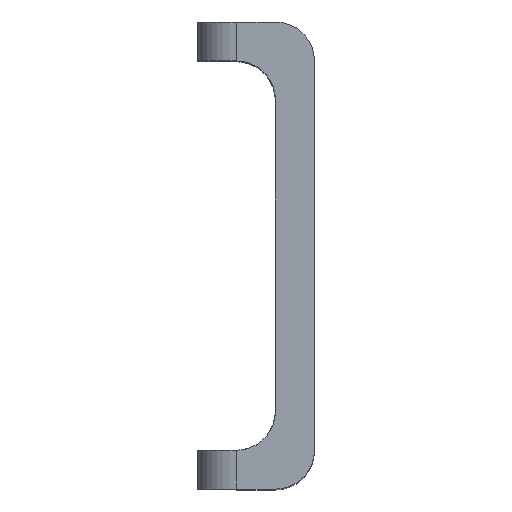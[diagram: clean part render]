
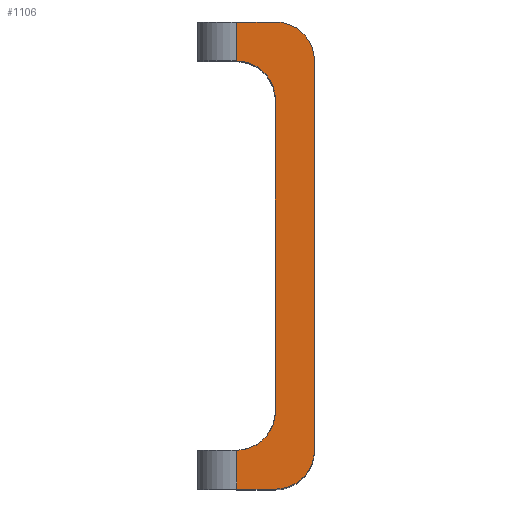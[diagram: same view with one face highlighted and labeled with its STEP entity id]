
A CAD part, top view. The second image highlights one B-rep face of the part: STEP entity #1106.
In plain terms, the highlighted planar face has unit normal (0, 0, 1).
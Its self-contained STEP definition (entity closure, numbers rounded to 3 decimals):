
#4 = AXIS2_PLACEMENT_3D ( 'NONE', #258, #208, #1021 ) ;
#78 = DIRECTION ( 'NONE',  ( 1., 0., 0. ) ) ;
#98 = ORIENTED_EDGE ( 'NONE', *, *, #1050, .F. ) ;
#107 = LINE ( 'NONE', #648, #2204 ) ;
#121 = CARTESIAN_POINT ( 'NONE',  ( 10., 10., 62. ) ) ;
#136 = ORIENTED_EDGE ( 'NONE', *, *, #739, .F. ) ;
#144 = VECTOR ( 'NONE', #2214, 1000. ) ;
#181 = VECTOR ( 'NONE', #681, 1000. ) ;
#208 = DIRECTION ( 'NONE',  ( 0., 0., 1. ) ) ;
#227 = CARTESIAN_POINT ( 'NONE',  ( 0., 0., 62. ) ) ;
#233 = DIRECTION ( 'NONE',  ( 1., 0., 0. ) ) ;
#242 = DIRECTION ( 'NONE',  ( 1., 0., 0. ) ) ;
#253 = DIRECTION ( 'NONE',  ( 0., 0., -1. ) ) ;
#258 = CARTESIAN_POINT ( 'NONE',  ( 10., 55., 62. ) ) ;
#302 = CARTESIAN_POINT ( 'NONE',  ( 10., 0., 62. ) ) ;
#327 = CARTESIAN_POINT ( 'NONE',  ( 5., -2., 62. ) ) ;
#364 = CARTESIAN_POINT ( 'NONE',  ( 10., 60., 62. ) ) ;
#370 = AXIS2_PLACEMENT_3D ( 'NONE', #1230, #253, #1638 ) ;
#421 = CARTESIAN_POINT ( 'NONE',  ( 5., 60., 62. ) ) ;
#543 = EDGE_LOOP ( 'NONE', ( #98, #1489, #760, #1150, #2163, #1626, #136, #1367, #1164, #892 ) ) ;
#544 = CARTESIAN_POINT ( 'NONE',  ( 5., -2., 62. ) ) ;
#648 = CARTESIAN_POINT ( 'NONE',  ( 0., 0., 62. ) ) ;
#655 = LINE ( 'NONE', #1820, #1668 ) ;
#681 = DIRECTION ( 'NONE',  ( 0., 1., 0. ) ) ;
#710 = EDGE_CURVE ( 'NONE', #1083, #1977, #655, .T. ) ;
#739 = EDGE_CURVE ( 'NONE', #2122, #1850, #882, .T. ) ;
#749 = VERTEX_POINT ( 'NONE', #302 ) ;
#760 = ORIENTED_EDGE ( 'NONE', *, *, #2003, .T. ) ;
#789 = LINE ( 'NONE', #2327, #2028 ) ;
#800 = CIRCLE ( 'NONE', #370, 5. ) ;
#848 = DIRECTION ( 'NONE',  ( 1., 0., 0. ) ) ;
#876 = VERTEX_POINT ( 'NONE', #2029 ) ;
#878 = CARTESIAN_POINT ( 'NONE',  ( 15., 55., 62. ) ) ;
#880 = VERTEX_POINT ( 'NONE', #121 ) ;
#882 = LINE ( 'NONE', #327, #181 ) ;
#889 = VERTEX_POINT ( 'NONE', #2403 ) ;
#892 = ORIENTED_EDGE ( 'NONE', *, *, #1270, .T. ) ;
#916 = LINE ( 'NONE', #544, #2061 ) ;
#922 = EDGE_CURVE ( 'NONE', #2442, #880, #1451, .T. ) ;
#976 = AXIS2_PLACEMENT_3D ( 'NONE', #227, #979, #1925 ) ;
#979 = DIRECTION ( 'NONE',  ( 0., 0., 1. ) ) ;
#994 = CARTESIAN_POINT ( 'NONE',  ( 5., 10., 62. ) ) ;
#1021 = DIRECTION ( 'NONE',  ( 1., 0., 0. ) ) ;
#1050 = EDGE_CURVE ( 'NONE', #889, #876, #916, .T. ) ;
#1083 = VERTEX_POINT ( 'NONE', #2427 ) ;
#1097 = DIRECTION ( 'NONE',  ( 0., 1., 0. ) ) ;
#1105 = AXIS2_PLACEMENT_3D ( 'NONE', #994, #1562, #242 ) ;
#1106 = ADVANCED_FACE ( 'NONE', ( #1582 ), #1725, .T. ) ;
#1150 = ORIENTED_EDGE ( 'NONE', *, *, #710, .T. ) ;
#1164 = ORIENTED_EDGE ( 'NONE', *, *, #922, .T. ) ;
#1230 = CARTESIAN_POINT ( 'NONE',  ( 5., 50., 62. ) ) ;
#1261 = DIRECTION ( 'NONE',  ( 0., 0., 1. ) ) ;
#1270 = EDGE_CURVE ( 'NONE', #880, #876, #2065, .T. ) ;
#1367 = ORIENTED_EDGE ( 'NONE', *, *, #2476, .T. ) ;
#1408 = CIRCLE ( 'NONE', #4, 5. ) ;
#1425 = CARTESIAN_POINT ( 'NONE',  ( 10., 5., 62. ) ) ;
#1441 = DIRECTION ( 'NONE',  ( 0., 1., 0. ) ) ;
#1451 = LINE ( 'NONE', #2015, #144 ) ;
#1489 = ORIENTED_EDGE ( 'NONE', *, *, #2443, .T. ) ;
#1514 = CARTESIAN_POINT ( 'NONE',  ( 5., 55., 62. ) ) ;
#1562 = DIRECTION ( 'NONE',  ( 0., 0., -1. ) ) ;
#1582 = FACE_OUTER_BOUND ( 'NONE', #543, .T. ) ;
#1610 = CARTESIAN_POINT ( 'NONE',  ( 10., 50., 62. ) ) ;
#1624 = EDGE_CURVE ( 'NONE', #1850, #1727, #789, .T. ) ;
#1626 = ORIENTED_EDGE ( 'NONE', *, *, #1624, .F. ) ;
#1638 = DIRECTION ( 'NONE',  ( 1., 0., 0. ) ) ;
#1668 = VECTOR ( 'NONE', #1441, 1000. ) ;
#1725 = PLANE ( 'NONE',  #976 ) ;
#1727 = VERTEX_POINT ( 'NONE', #364 ) ;
#1734 = CIRCLE ( 'NONE', #1770, 5. ) ;
#1770 = AXIS2_PLACEMENT_3D ( 'NONE', #1425, #1261, #78 ) ;
#1820 = CARTESIAN_POINT ( 'NONE',  ( 15., 0., 62. ) ) ;
#1850 = VERTEX_POINT ( 'NONE', #421 ) ;
#1914 = EDGE_CURVE ( 'NONE', #1977, #1727, #1408, .T. ) ;
#1925 = DIRECTION ( 'NONE',  ( 1., 0., 0. ) ) ;
#1977 = VERTEX_POINT ( 'NONE', #878 ) ;
#2003 = EDGE_CURVE ( 'NONE', #749, #1083, #1734, .T. ) ;
#2015 = CARTESIAN_POINT ( 'NONE',  ( 10., 0., 62. ) ) ;
#2028 = VECTOR ( 'NONE', #233, 1000. ) ;
#2029 = CARTESIAN_POINT ( 'NONE',  ( 5., 5., 62. ) ) ;
#2061 = VECTOR ( 'NONE', #1097, 1000. ) ;
#2065 = CIRCLE ( 'NONE', #1105, 5. ) ;
#2122 = VERTEX_POINT ( 'NONE', #1514 ) ;
#2163 = ORIENTED_EDGE ( 'NONE', *, *, #1914, .T. ) ;
#2204 = VECTOR ( 'NONE', #848, 1000. ) ;
#2214 = DIRECTION ( 'NONE',  ( 0., -1., 0. ) ) ;
#2327 = CARTESIAN_POINT ( 'NONE',  ( 0., 60., 62. ) ) ;
#2403 = CARTESIAN_POINT ( 'NONE',  ( 5., 0., 62. ) ) ;
#2427 = CARTESIAN_POINT ( 'NONE',  ( 15., 5., 62. ) ) ;
#2442 = VERTEX_POINT ( 'NONE', #1610 ) ;
#2443 = EDGE_CURVE ( 'NONE', #889, #749, #107, .T. ) ;
#2476 = EDGE_CURVE ( 'NONE', #2122, #2442, #800, .T. ) ;
